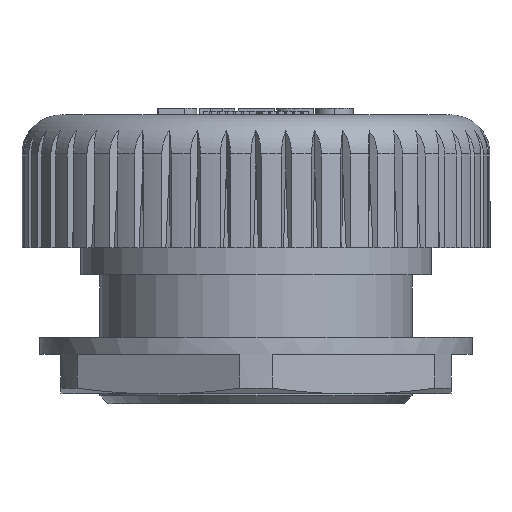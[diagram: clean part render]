
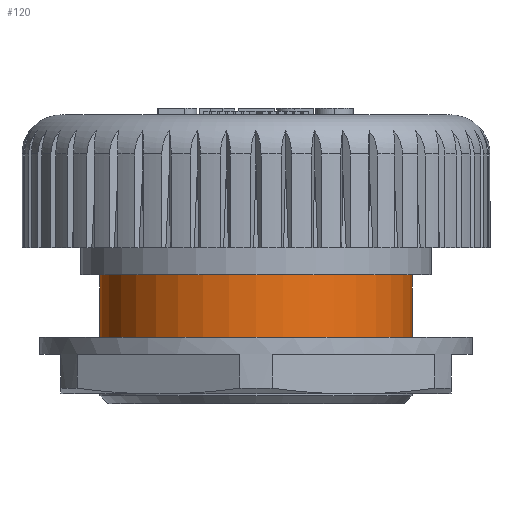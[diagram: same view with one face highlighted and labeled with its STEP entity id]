
A CAD part, front view. The second image highlights one B-rep face of the part: STEP entity #120.
In plain terms, the highlighted cylindrical face has radius 20 mm (diameter 40 mm), a partial arc.
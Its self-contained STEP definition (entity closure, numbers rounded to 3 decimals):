
#120 = ADVANCED_FACE ( 'NONE', ( #4221 ), #12134, .T. ) ;
#247 = LINE ( 'NONE', #2116, #12693 ) ;
#511 = CIRCLE ( 'NONE', #13168, 20. ) ;
#673 = LINE ( 'NONE', #1130, #10727 ) ;
#1130 = CARTESIAN_POINT ( 'NONE',  ( -20., 0., -16.5 ) ) ;
#1134 = EDGE_CURVE ( 'NONE', #7129, #8130, #12110, .T. ) ;
#1410 = CARTESIAN_POINT ( 'NONE',  ( 0., 0., -8. ) ) ;
#2097 = EDGE_CURVE ( 'NONE', #10080, #7129, #247, .T. ) ;
#2116 = CARTESIAN_POINT ( 'NONE',  ( 20., 0., -16.5 ) ) ;
#2215 = DIRECTION ( 'NONE',  ( 0., 0., 1. ) ) ;
#2435 = DIRECTION ( 'NONE',  ( 1., 0., 0. ) ) ;
#3621 = CARTESIAN_POINT ( 'NONE',  ( 20., 0., 0. ) ) ;
#3992 = CARTESIAN_POINT ( 'NONE',  ( 0., 0., 0. ) ) ;
#4019 = DIRECTION ( 'NONE',  ( 1., 0., 0. ) ) ;
#4046 = DIRECTION ( 'NONE',  ( 0., 0., -1. ) ) ;
#4120 = EDGE_LOOP ( 'NONE', ( #6202, #7521, #5055, #11421 ) ) ;
#4221 = FACE_OUTER_BOUND ( 'NONE', #4120, .T. ) ;
#5055 = ORIENTED_EDGE ( 'NONE', *, *, #2097, .T. ) ;
#5600 = CARTESIAN_POINT ( 'NONE',  ( -20., 0., 0. ) ) ;
#6202 = ORIENTED_EDGE ( 'NONE', *, *, #8531, .F. ) ;
#7129 = VERTEX_POINT ( 'NONE', #3621 ) ;
#7521 = ORIENTED_EDGE ( 'NONE', *, *, #8656, .T. ) ;
#7669 = VERTEX_POINT ( 'NONE', #9948 ) ;
#8130 = VERTEX_POINT ( 'NONE', #5600 ) ;
#8531 = EDGE_CURVE ( 'NONE', #7669, #8130, #673, .T. ) ;
#8656 = EDGE_CURVE ( 'NONE', #7669, #10080, #511, .T. ) ;
#8659 = DIRECTION ( 'NONE',  ( 0., 0., 1. ) ) ;
#9723 = CARTESIAN_POINT ( 'NONE',  ( 20., 0., -8. ) ) ;
#9938 = AXIS2_PLACEMENT_3D ( 'NONE', #3992, #4046, #4019 ) ;
#9948 = CARTESIAN_POINT ( 'NONE',  ( -20., 0., -8. ) ) ;
#10080 = VERTEX_POINT ( 'NONE', #9723 ) ;
#10413 = DIRECTION ( 'NONE',  ( 0., 0., 1. ) ) ;
#10727 = VECTOR ( 'NONE', #10413, 1000. ) ;
#10814 = DIRECTION ( 'NONE',  ( 1., 0., 0. ) ) ;
#10824 = DIRECTION ( 'NONE',  ( 0., 0., 1. ) ) ;
#11065 = CARTESIAN_POINT ( 'NONE',  ( 0., 0., -16.5 ) ) ;
#11421 = ORIENTED_EDGE ( 'NONE', *, *, #1134, .T. ) ;
#12079 = AXIS2_PLACEMENT_3D ( 'NONE', #11065, #10824, #10814 ) ;
#12110 = CIRCLE ( 'NONE', #9938, 20. ) ;
#12134 = CYLINDRICAL_SURFACE ( 'NONE', #12079, 20. ) ;
#12693 = VECTOR ( 'NONE', #2215, 1000. ) ;
#13168 = AXIS2_PLACEMENT_3D ( 'NONE', #1410, #8659, #2435 ) ;
